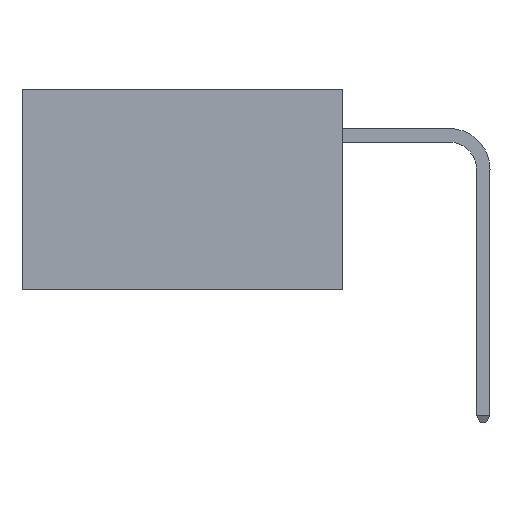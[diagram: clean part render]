
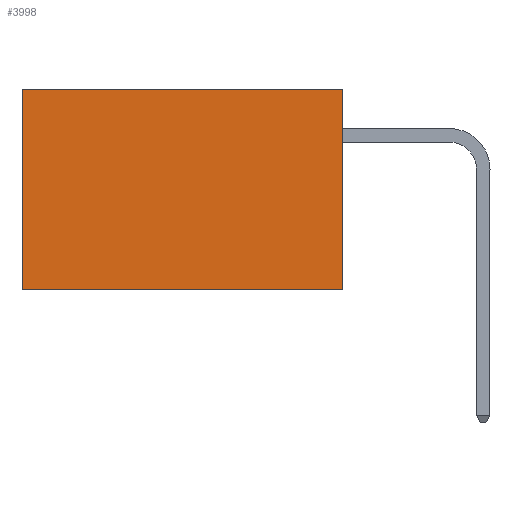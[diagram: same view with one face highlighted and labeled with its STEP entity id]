
A CAD part, left-side view. The second image highlights one B-rep face of the part: STEP entity #3998.
In plain terms, the highlighted planar face has unit normal (-1, 0, 0).
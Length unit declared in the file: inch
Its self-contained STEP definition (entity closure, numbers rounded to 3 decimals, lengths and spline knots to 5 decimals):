
#241 = VERTEX_POINT ( 'NONE', #4813 ) ;
#423 = DIRECTION ( 'NONE',  ( 0., 1., 0. ) ) ;
#564 = DIRECTION ( 'NONE',  ( 0., 0., -1. ) ) ;
#825 = CARTESIAN_POINT ( 'NONE',  ( 0.277, 0.59, -0.37 ) ) ;
#1304 = VECTOR ( 'NONE', #423, 39.37008 ) ;
#1325 = VERTEX_POINT ( 'NONE', #3909 ) ;
#1915 = ORIENTED_EDGE ( 'NONE', *, *, #4497, .T. ) ;
#1917 = CARTESIAN_POINT ( 'NONE',  ( 0.277, 0.59, 0. ) ) ;
#2289 = CARTESIAN_POINT ( 'NONE',  ( 0.277, 0.59, -0.37 ) ) ;
#2367 = CARTESIAN_POINT ( 'NONE',  ( 0.277, 0., -0.37 ) ) ;
#2432 = VERTEX_POINT ( 'NONE', #1917 ) ;
#2624 = LINE ( 'NONE', #6470, #10809 ) ;
#3197 = DIRECTION ( 'NONE',  ( 0., 0., -1. ) ) ;
#3242 = ORIENTED_EDGE ( 'NONE', *, *, #6566, .T. ) ;
#3263 = LINE ( 'NONE', #4617, #1304 ) ;
#3411 = VERTEX_POINT ( 'NONE', #2289 ) ;
#3769 = LINE ( 'NONE', #2367, #8054 ) ;
#3909 = CARTESIAN_POINT ( 'NONE',  ( 0.277, 0., 0. ) ) ;
#3998 = ADVANCED_FACE ( 'NONE', ( #8782 ), #9457, .F. ) ;
#4497 = EDGE_CURVE ( 'NONE', #2432, #3411, #10204, .T. ) ;
#4617 = CARTESIAN_POINT ( 'NONE',  ( 0.277, 0., 0. ) ) ;
#4813 = CARTESIAN_POINT ( 'NONE',  ( 0.277, 0., -0.37 ) ) ;
#5554 = ORIENTED_EDGE ( 'NONE', *, *, #10700, .F. ) ;
#6020 = EDGE_CURVE ( 'NONE', #241, #3411, #2624, .T. ) ;
#6470 = CARTESIAN_POINT ( 'NONE',  ( 0.277, 0., -0.37 ) ) ;
#6566 = EDGE_CURVE ( 'NONE', #1325, #2432, #3263, .T. ) ;
#7975 = VECTOR ( 'NONE', #564, 39.37008 ) ;
#8054 = VECTOR ( 'NONE', #3197, 39.37008 ) ;
#8235 = DIRECTION ( 'NONE',  ( 0., 1., 0. ) ) ;
#8355 = AXIS2_PLACEMENT_3D ( 'NONE', #9439, #9345, #9310 ) ;
#8782 = FACE_OUTER_BOUND ( 'NONE', #10149, .T. ) ;
#9310 = DIRECTION ( 'NONE',  ( 0., 0., -1. ) ) ;
#9345 = DIRECTION ( 'NONE',  ( 1., 0., 0. ) ) ;
#9439 = CARTESIAN_POINT ( 'NONE',  ( 0.277, 0., -0.37 ) ) ;
#9457 = PLANE ( 'NONE',  #8355 ) ;
#10132 = ORIENTED_EDGE ( 'NONE', *, *, #6020, .F. ) ;
#10149 = EDGE_LOOP ( 'NONE', ( #1915, #10132, #5554, #3242 ) ) ;
#10204 = LINE ( 'NONE', #825, #7975 ) ;
#10700 = EDGE_CURVE ( 'NONE', #1325, #241, #3769, .T. ) ;
#10809 = VECTOR ( 'NONE', #8235, 39.37008 ) ;
